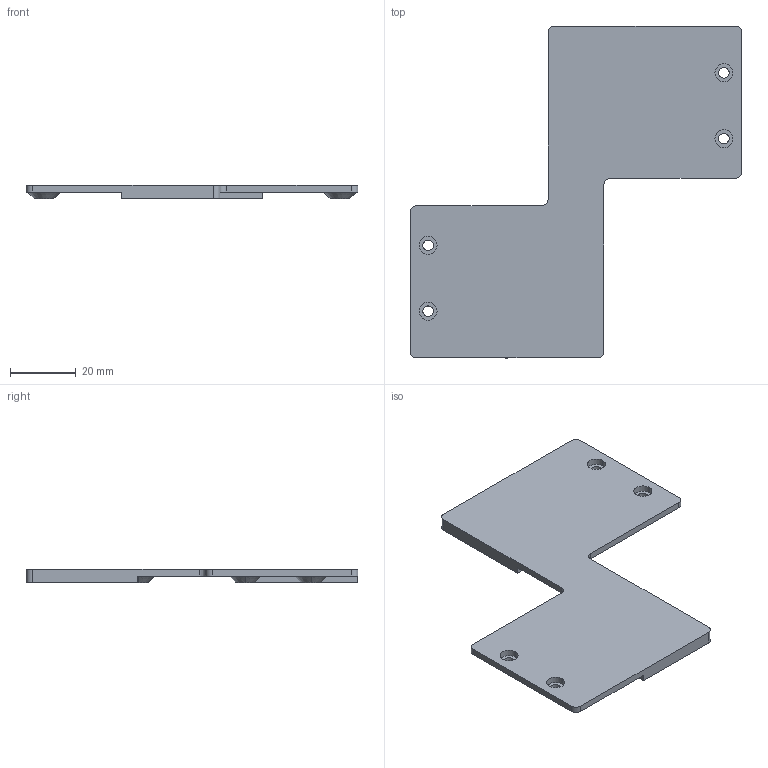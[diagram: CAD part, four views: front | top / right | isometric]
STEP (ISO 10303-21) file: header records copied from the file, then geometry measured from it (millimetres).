
FILE_DESCRIPTION (( 'STEP AP214' ), '1' );
FILE_NAME ('萇埭奪燴結啣.STEP', '2024-07-23T21:12:38', ( '' ), ( '' ), 'SwSTEP 2.0', 'SolidWorks 2021', '' );
FILE_SCHEMA (( 'AUTOMOTIVE_DESIGN' ));
Length unit declared in the file: millimetre
Products named in the file (1): 萇埭奪燴結啣
Bounding box: 100.97 x 100.97 x 4 mm (x, y, z)
Volume: 15430.2 mm3; surface area: 12737.8 mm2
Topology: 1 solids, 1 shells, 56 faces, 138 edges, 92 vertices
Faces by surface type: cylinder 24, plane 24, cone 8
Entity records: 1736 total; most frequent: DIRECTION 316, CARTESIAN_POINT 287, ORIENTED_EDGE 276, EDGE_CURVE 138, AXIS2_PLACEMENT_3D 121, VERTEX_POINT 92, LINE 74, VECTOR 74
